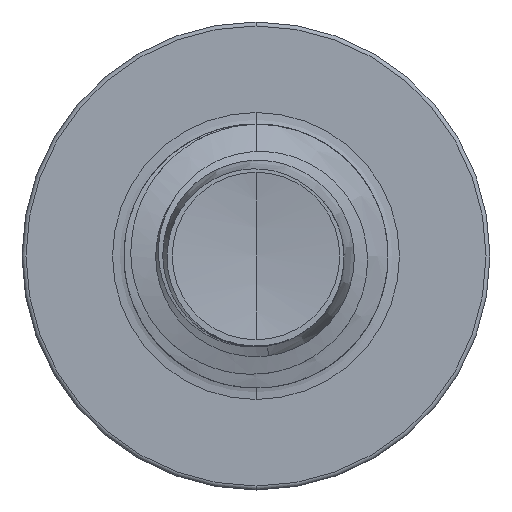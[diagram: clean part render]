
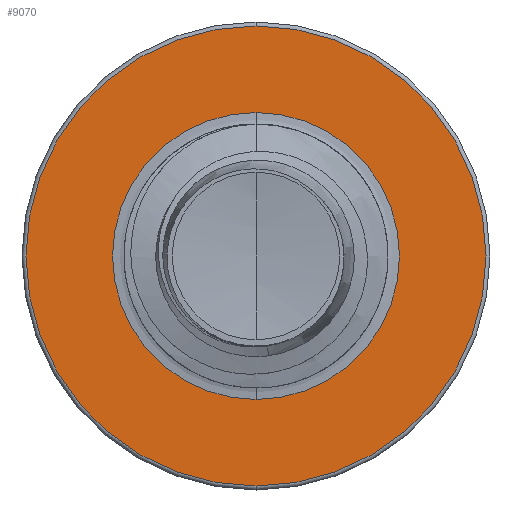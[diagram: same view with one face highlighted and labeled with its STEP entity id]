
A CAD part, front view. The second image highlights one B-rep face of the part: STEP entity #9070.
In plain terms, the highlighted planar face has unit normal (0, -1, 0).
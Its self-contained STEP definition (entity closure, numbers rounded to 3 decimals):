
#1993 = AXIS2_PLACEMENT_3D ( 'NONE', #23329, #13843, #2143 ) ;
#2143 = DIRECTION ( 'NONE',  ( 0., 0., 1. ) ) ;
#2228 = DIRECTION ( 'NONE',  ( 0., 1., 0. ) ) ;
#3375 = EDGE_CURVE ( 'NONE', #14604, #10979, #14222, .T. ) ;
#4353 = CIRCLE ( 'NONE', #18978, 1.917 ) ;
#4497 = EDGE_LOOP ( 'NONE', ( #11969, #12150 ) ) ;
#5481 = EDGE_CURVE ( 'NONE', #23010, #15046, #15870, .T. ) ;
#7566 = CARTESIAN_POINT ( 'NONE',  ( 0., 7., 0. ) ) ;
#7711 = EDGE_CURVE ( 'NONE', #10979, #14604, #12147, .T. ) ;
#7960 = PLANE ( 'NONE',  #14658 ) ;
#8402 = DIRECTION ( 'NONE',  ( 0., 1., 0. ) ) ;
#9070 = ADVANCED_FACE ( 'NONE', ( #13618, #9115 ), #7960, .F. ) ;
#9115 = FACE_BOUND ( 'NONE', #4497, .T. ) ;
#9484 = DIRECTION ( 'NONE',  ( 0., 0., 1. ) ) ;
#9884 = DIRECTION ( 'NONE',  ( 0., 0., 1. ) ) ;
#10979 = VERTEX_POINT ( 'NONE', #17352 ) ;
#11216 = CARTESIAN_POINT ( 'NONE',  ( 0., 7., 1.917 ) ) ;
#11590 = ORIENTED_EDGE ( 'NONE', *, *, #21834, .F. ) ;
#11843 = ORIENTED_EDGE ( 'NONE', *, *, #5481, .F. ) ;
#11969 = ORIENTED_EDGE ( 'NONE', *, *, #3375, .T. ) ;
#12147 = CIRCLE ( 'NONE', #19039, 1.196 ) ;
#12150 = ORIENTED_EDGE ( 'NONE', *, *, #7711, .T. ) ;
#13618 = FACE_OUTER_BOUND ( 'NONE', #18394, .T. ) ;
#13843 = DIRECTION ( 'NONE',  ( 0., 1., 0. ) ) ;
#13916 = CARTESIAN_POINT ( 'NONE',  ( 0., 7., 0. ) ) ;
#14222 = CIRCLE ( 'NONE', #19763, 1.196 ) ;
#14604 = VERTEX_POINT ( 'NONE', #19609 ) ;
#14658 = AXIS2_PLACEMENT_3D ( 'NONE', #18745, #20549, #9884 ) ;
#15046 = VERTEX_POINT ( 'NONE', #11216 ) ;
#15213 = CARTESIAN_POINT ( 'NONE',  ( 0., 7., -1.917 ) ) ;
#15707 = DIRECTION ( 'NONE',  ( 0., 0., 1. ) ) ;
#15870 = CIRCLE ( 'NONE', #1993, 1.917 ) ;
#17352 = CARTESIAN_POINT ( 'NONE',  ( 0., 7., -1.196 ) ) ;
#18394 = EDGE_LOOP ( 'NONE', ( #11590, #11843 ) ) ;
#18745 = CARTESIAN_POINT ( 'NONE',  ( 0., 7., -1.196 ) ) ;
#18978 = AXIS2_PLACEMENT_3D ( 'NONE', #19346, #8402, #20879 ) ;
#19039 = AXIS2_PLACEMENT_3D ( 'NONE', #7566, #20258, #9484 ) ;
#19346 = CARTESIAN_POINT ( 'NONE',  ( 0., 7., 0. ) ) ;
#19609 = CARTESIAN_POINT ( 'NONE',  ( 0., 7., 1.196 ) ) ;
#19763 = AXIS2_PLACEMENT_3D ( 'NONE', #13916, #2228, #15707 ) ;
#20258 = DIRECTION ( 'NONE',  ( 0., 1., 0. ) ) ;
#20549 = DIRECTION ( 'NONE',  ( 0., 1., 0. ) ) ;
#20879 = DIRECTION ( 'NONE',  ( 0., 0., 1. ) ) ;
#21834 = EDGE_CURVE ( 'NONE', #15046, #23010, #4353, .T. ) ;
#23010 = VERTEX_POINT ( 'NONE', #15213 ) ;
#23329 = CARTESIAN_POINT ( 'NONE',  ( 0., 7., 0. ) ) ;
